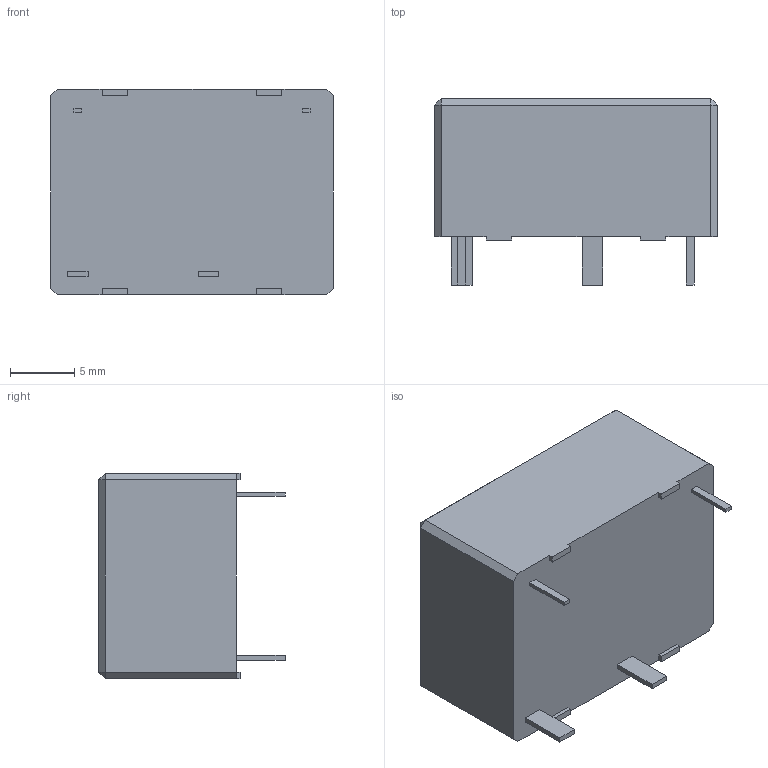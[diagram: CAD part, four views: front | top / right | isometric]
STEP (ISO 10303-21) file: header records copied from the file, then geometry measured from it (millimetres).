
FILE_DESCRIPTION (( 'STEP AP214' ), '1' );
FILE_NAME ('OMRON RELAY.STEP', '2022-02-24T12:13:07', ( '' ), ( '' ), 'SwSTEP 2.0', 'SolidWorks 2017', '' );
FILE_SCHEMA (( 'AUTOMOTIVE_DESIGN' ));
Length unit declared in the file: millimetre
Products named in the file (1): OMRON RELAY
Bounding box: 22 x 14.5 x 16 mm (x, y, z)
Volume: 3758 mm3; surface area: 1540 mm2
Topology: 1 solids, 1 shells, 139 faces, 360 edges, 236 vertices
Faces by surface type: plane 107, bspline 32
Entity records: 6295 total; most frequent: CARTESIAN_POINT 2632, ORIENTED_EDGE 720, DIRECTION 512, EDGE_CURVE 360, VECTOR 296, LINE 296, VERTEX_POINT 236, EDGE_LOOP 152
